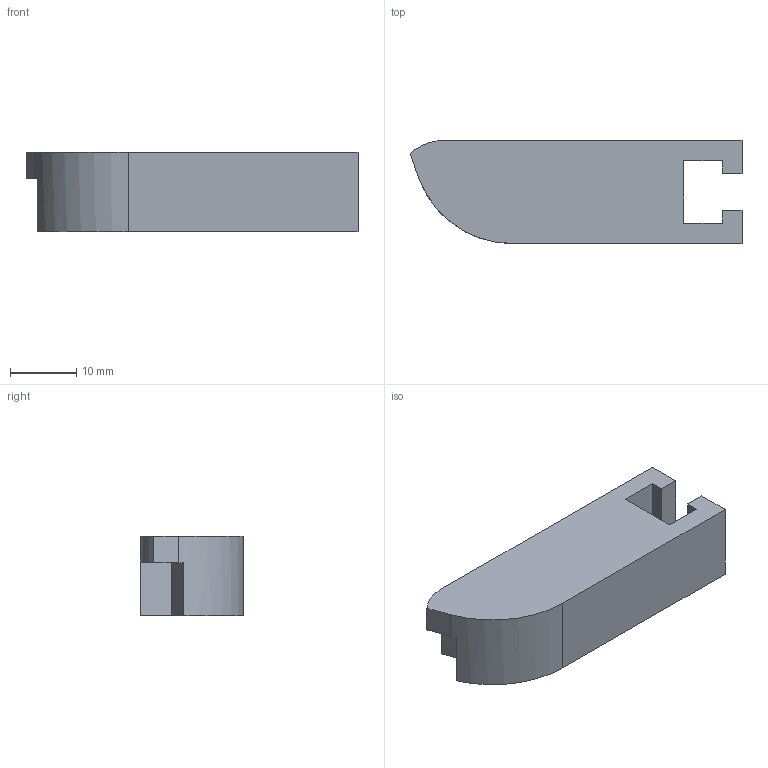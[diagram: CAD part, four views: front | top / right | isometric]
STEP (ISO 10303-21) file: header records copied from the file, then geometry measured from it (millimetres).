
FILE_DESCRIPTION(/* description */ (''),/* implementation_level */ '2;1');
FILE_NAME(/* name */ 'Finray_8_notch_20deg_V4_left.stp',/* time_stamp */ '2022-11-21T10:00:16+01:00',/* author */ ('Richard Hartisch'),/* organization */ (''),/* preprocessor_version */ 'ST-DEVELOPER v19',/* originating_system */ 'Autodesk Inventor 2023',/* authorisation */ '');
FILE_SCHEMA (('AUTOMOTIVE_DESIGN { 1 0 10303 214 3 1 1 }'));
Length unit declared in the file: millimetre
Products named in the file (1): Finray_test_8_Kerbe_20deg_V4_links
Bounding box: 50.23 x 15.6 x 12 mm (x, y, z)
Volume: 7624 mm3; surface area: 3094.7 mm2
Topology: 1 solids, 1 shells, 19 faces, 51 edges, 35 vertices
Faces by surface type: plane 17, cylinder 2
Entity records: 645 total; most frequent: CARTESIAN_POINT 106, ORIENTED_EDGE 102, DIRECTION 97, EDGE_CURVE 51, LINE 45, VECTOR 45, VERTEX_POINT 34, AXIS2_PLACEMENT_3D 26
